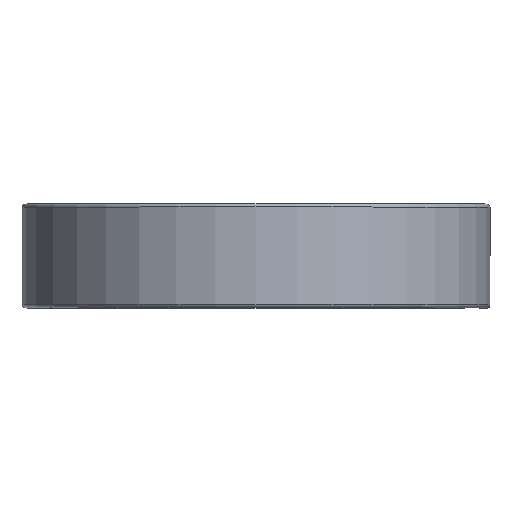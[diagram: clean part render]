
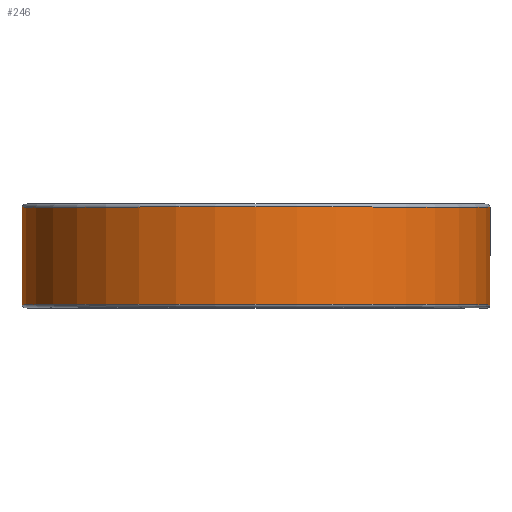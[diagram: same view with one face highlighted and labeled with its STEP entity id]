
A CAD part, top view. The second image highlights one B-rep face of the part: STEP entity #246.
In plain terms, the highlighted cylindrical face has radius 53.607 mm (diameter 107.213 mm), a partial arc.
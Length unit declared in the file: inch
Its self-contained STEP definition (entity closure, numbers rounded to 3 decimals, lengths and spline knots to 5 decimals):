
#174 = AXIS2_PLACEMENT_3D ( 'NONE', #1465, #276, #1637 ) ;
#189 = CARTESIAN_POINT ( 'NONE',  ( 2.1105, 0.43875, 0. ) ) ;
#206 = CARTESIAN_POINT ( 'NONE',  ( 0., -0.43875, -2.1105 ) ) ;
#246 = ADVANCED_FACE ( 'NONE', ( #365 ), #1569, .T. ) ;
#249 = ORIENTED_EDGE ( 'NONE', *, *, #1479, .T. ) ;
#276 = DIRECTION ( 'NONE',  ( 0., -1., 0. ) ) ;
#355 = VERTEX_POINT ( 'NONE', #206 ) ;
#365 = FACE_OUTER_BOUND ( 'NONE', #1174, .T. ) ;
#412 = VERTEX_POINT ( 'NONE', #982 ) ;
#454 = ORIENTED_EDGE ( 'NONE', *, *, #2223, .F. ) ;
#455 = VERTEX_POINT ( 'NONE', #1893 ) ;
#679 = CARTESIAN_POINT ( 'NONE',  ( 0., 0.43875, 0. ) ) ;
#828 = EDGE_CURVE ( 'NONE', #355, #455, #1195, .T. ) ;
#843 = AXIS2_PLACEMENT_3D ( 'NONE', #679, #1963, #904 ) ;
#904 = DIRECTION ( 'NONE',  ( 0., 0., -1. ) ) ;
#982 = CARTESIAN_POINT ( 'NONE',  ( 2.1105, 0.43875, 0. ) ) ;
#999 = CIRCLE ( 'NONE', #174, 2.1105 ) ;
#1173 = VECTOR ( 'NONE', #1761, 39.37008 ) ;
#1174 = EDGE_LOOP ( 'NONE', ( #249, #2183, #1913, #454 ) ) ;
#1193 = CIRCLE ( 'NONE', #843, 2.1105 ) ;
#1195 = LINE ( 'NONE', #1418, #1173 ) ;
#1404 = DIRECTION ( 'NONE',  ( 0., 1., 0. ) ) ;
#1418 = CARTESIAN_POINT ( 'NONE',  ( 0., 0.43875, -2.1105 ) ) ;
#1465 = CARTESIAN_POINT ( 'NONE',  ( 0., -0.43875, 0. ) ) ;
#1479 = EDGE_CURVE ( 'NONE', #2019, #412, #1614, .T. ) ;
#1569 = CYLINDRICAL_SURFACE ( 'NONE', #2353, 2.1105 ) ;
#1614 = LINE ( 'NONE', #189, #1865 ) ;
#1637 = DIRECTION ( 'NONE',  ( 0., 0., -1. ) ) ;
#1761 = DIRECTION ( 'NONE',  ( 0., 1., 0. ) ) ;
#1768 = DIRECTION ( 'NONE',  ( 0., 0., -1. ) ) ;
#1865 = VECTOR ( 'NONE', #1404, 39.37008 ) ;
#1879 = CARTESIAN_POINT ( 'NONE',  ( 2.1105, -0.43875, 0. ) ) ;
#1893 = CARTESIAN_POINT ( 'NONE',  ( 0., 0.43875, -2.1105 ) ) ;
#1913 = ORIENTED_EDGE ( 'NONE', *, *, #828, .F. ) ;
#1953 = CARTESIAN_POINT ( 'NONE',  ( 0., 0.4375, 0. ) ) ;
#1963 = DIRECTION ( 'NONE',  ( 0., -1., 0. ) ) ;
#1981 = DIRECTION ( 'NONE',  ( 0., -1., 0. ) ) ;
#2019 = VERTEX_POINT ( 'NONE', #1879 ) ;
#2171 = EDGE_CURVE ( 'NONE', #412, #455, #1193, .T. ) ;
#2183 = ORIENTED_EDGE ( 'NONE', *, *, #2171, .T. ) ;
#2223 = EDGE_CURVE ( 'NONE', #2019, #355, #999, .T. ) ;
#2353 = AXIS2_PLACEMENT_3D ( 'NONE', #1953, #1981, #1768 ) ;
